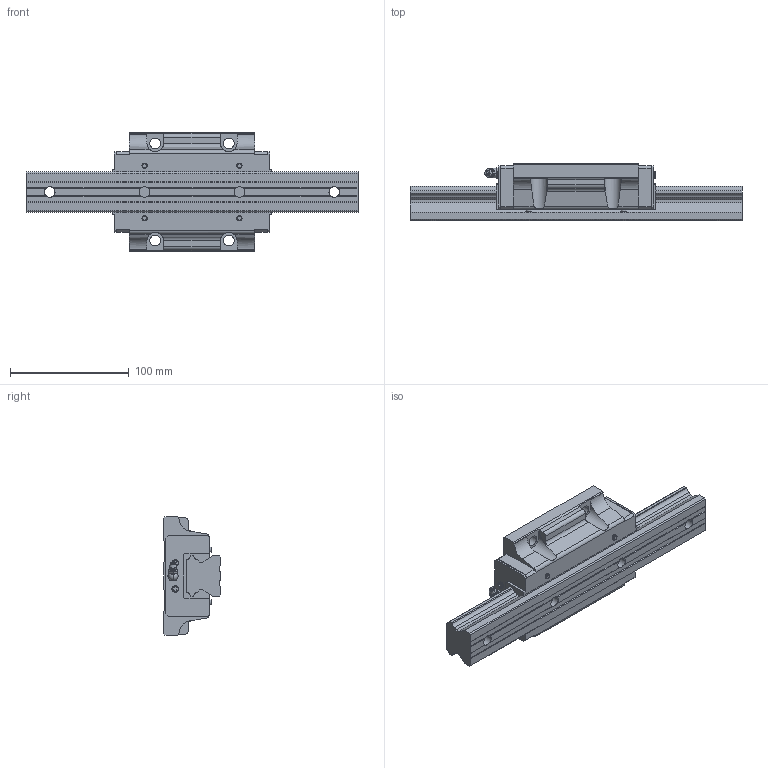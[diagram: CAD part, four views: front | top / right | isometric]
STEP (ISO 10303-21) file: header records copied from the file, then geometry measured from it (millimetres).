
FILE_DESCRIPTION( ( '' ), '1' );
FILE_NAME( 'HSR35 LB 1 SS +280L( 20B-M6F072.6000).stp', '2015-10-08T17:14:25', ( '' ), ( '' ), ' ', ' ', ' ' );
FILE_SCHEMA( ( 'automotive_design' ) );
Length unit declared in the file: millimetre
Products named in the file (3): 1; 2; 3
Bounding box: 280 x 48 x 100 mm (x, y, z)
Volume: 559932.7 mm3; surface area: 89460.8 mm2
Topology: 3 solids, 3 shells, 338 faces, 941 edges, 618 vertices
Faces by surface type: plane 214, cylinder 74, torus 22, cone 22, sphere 6
Entity records: 21619 total; most frequent: CARTESIAN_POINT 2230, STYLED_ITEM 1892, PRESENTATION_STYLE_ASSIGNMENT 1892, COLOUR_RGB 1892, DIRECTION 1872, ORIENTED_EDGE 1866, EDGE_CURVE 933, CURVE_STYLE 933
